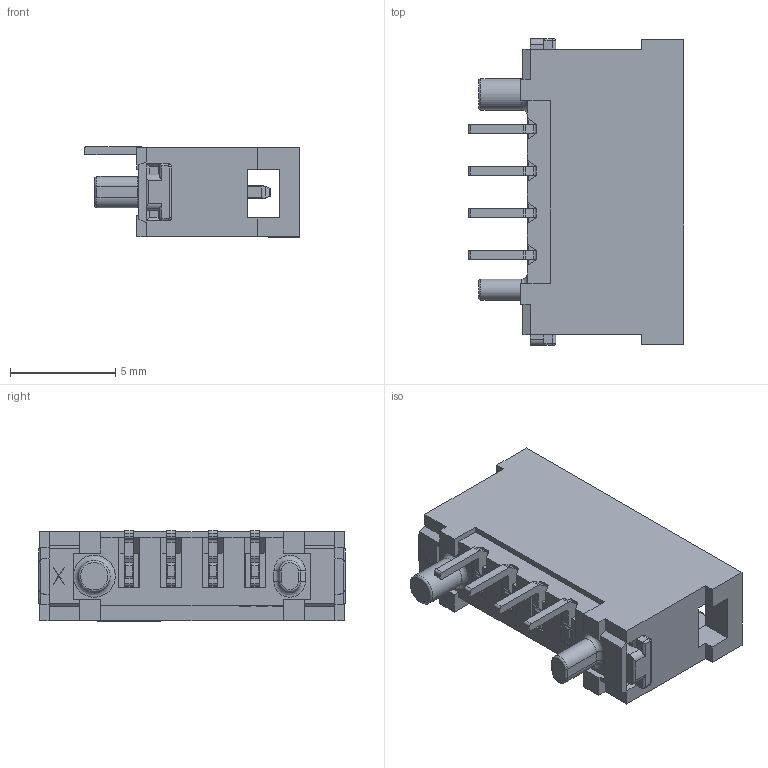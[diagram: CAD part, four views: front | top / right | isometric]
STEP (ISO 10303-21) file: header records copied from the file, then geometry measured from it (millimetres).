
FILE_DESCRIPTION( ('This file contains a STEP AP42 implementation' ,'as created by ZW3D STEP Interface translator.') ,'2;1' );
FILE_NAME( '3918-PXX-1SXXHDXT1.stp' ,'23 9 5.162521', (''), ('ZWCAD Software Co.'), 'Version 1.0', 'ZW3D to STEP translator', '' );
FILE_SCHEMA(('AUTOMOTIVE_DESIGN { 1 0 10303 214 1 1 1 1 }'));
Length unit declared in the file: millimetre
Products named in the file (2): 0; M-等齬180僅DIP.stp111
Bounding box: 10.25 x 14.6 x 4.33 mm (x, y, z)
Volume: 249.3 mm3; surface area: 673.3 mm2
Topology: 1 solids, 1 shells, 485 faces, 1329 edges, 861 vertices
Faces by surface type: plane 364, cylinder 103, bspline 18
Full cylindrical faces by diameter (mm): 1.5 x1
Entity records: 15939 total; most frequent: CARTESIAN_POINT 3148, ORIENTED_EDGE 2658, DIRECTION 2368, EDGE_CURVE 1329, VECTOR 1074, LINE 1074, VERTEX_POINT 861, AXIS2_PLACEMENT_3D 647
